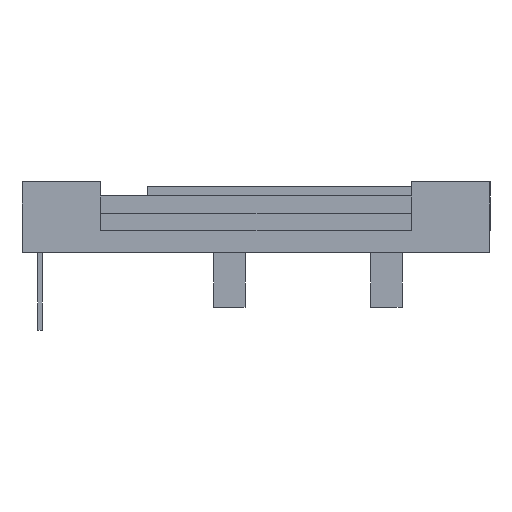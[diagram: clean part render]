
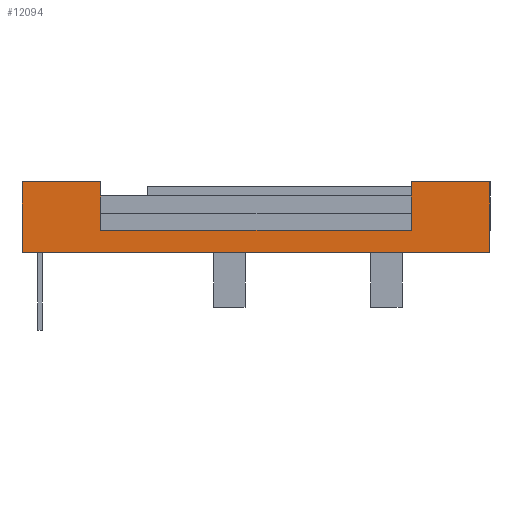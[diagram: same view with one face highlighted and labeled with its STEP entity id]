
A CAD part, left-side view. The second image highlights one B-rep face of the part: STEP entity #12094.
In plain terms, the highlighted planar face has unit normal (-1, 0, 0).
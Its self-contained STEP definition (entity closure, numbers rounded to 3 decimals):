
#11785=CARTESIAN_POINT('',(-34.0,13.4,1.4));
#11786=VERTEX_POINT('',#11785);
#11793=CARTESIAN_POINT('',(-34.0,-6.4,1.4));
#11794=VERTEX_POINT('',#11793);
#11795=CARTESIAN_POINT('',(-34.0,-6.4,1.4));
#11796=DIRECTION('',(0.0,1.0,0.0));
#11797=VECTOR('',#11796,19.8);
#11798=LINE('',#11795,#11797);
#11799=EDGE_CURVE('',#11794,#11786,#11798,.T.);
#11989=CARTESIAN_POINT('',(-34.0,13.4,4.5));
#11990=VERTEX_POINT('',#11989);
#11999=CARTESIAN_POINT('',(-34.0,13.4,1.4));
#12000=DIRECTION('',(0.0,0.0,1.0));
#12001=VECTOR('',#12000,3.1);
#12002=LINE('',#11999,#12001);
#12003=EDGE_CURVE('',#11786,#11990,#12002,.T.);
#12022=CARTESIAN_POINT('',(-34.0,-6.4,4.5));
#12023=VERTEX_POINT('',#12022);
#12037=CARTESIAN_POINT('',(-34.0,-6.4,4.5));
#12038=DIRECTION('',(0.0,0.0,-1.0));
#12039=VECTOR('',#12038,3.1);
#12040=LINE('',#12037,#12039);
#12041=EDGE_CURVE('',#12023,#11794,#12040,.T.);
#12046=CARTESIAN_POINT('',(-34.0,3.5,2.25));
#12047=DIRECTION('',(1.0,0.0,0.0));
#12048=DIRECTION('',(0.0,0.0,-1.0));
#12049=AXIS2_PLACEMENT_3D('',#12046,#12047,#12048);
#12050=PLANE('',#12049);
#12051=ORIENTED_EDGE('',*,*,#12041,.T.);
#12052=ORIENTED_EDGE('',*,*,#11799,.T.);
#12053=ORIENTED_EDGE('',*,*,#12003,.T.);
#12054=CARTESIAN_POINT('',(-34.0,18.4,4.5));
#12055=VERTEX_POINT('',#12054);
#12056=CARTESIAN_POINT('',(-34.0,18.4,4.5));
#12057=DIRECTION('',(0.0,-1.0,0.0));
#12058=VECTOR('',#12057,5.);
#12059=LINE('',#12056,#12058);
#12060=EDGE_CURVE('',#12055,#11990,#12059,.T.);
#12061=ORIENTED_EDGE('',*,*,#12060,.F.);
#12062=CARTESIAN_POINT('',(-34.0,18.4,0.0));
#12063=VERTEX_POINT('',#12062);
#12064=CARTESIAN_POINT('',(-34.0,18.4,4.5));
#12065=DIRECTION('',(0.0,0.0,-1.0));
#12066=VECTOR('',#12065,4.5);
#12067=LINE('',#12064,#12066);
#12068=EDGE_CURVE('',#12055,#12063,#12067,.T.);
#12069=ORIENTED_EDGE('',*,*,#12068,.T.);
#12070=CARTESIAN_POINT('',(-34.0,-11.4,0.0));
#12071=VERTEX_POINT('',#12070);
#12072=CARTESIAN_POINT('',(-34.0,-11.4,0.0));
#12073=DIRECTION('',(0.0,1.0,0.0));
#12074=VECTOR('',#12073,29.8);
#12075=LINE('',#12072,#12074);
#12076=EDGE_CURVE('',#12071,#12063,#12075,.T.);
#12077=ORIENTED_EDGE('',*,*,#12076,.F.);
#12078=CARTESIAN_POINT('',(-34.0,-11.4,4.5));
#12079=VERTEX_POINT('',#12078);
#12080=CARTESIAN_POINT('',(-34.0,-11.4,4.5));
#12081=DIRECTION('',(0.0,0.0,-1.0));
#12082=VECTOR('',#12081,4.5);
#12083=LINE('',#12080,#12082);
#12084=EDGE_CURVE('',#12079,#12071,#12083,.T.);
#12085=ORIENTED_EDGE('',*,*,#12084,.F.);
#12086=CARTESIAN_POINT('',(-34.0,-6.4,4.5));
#12087=DIRECTION('',(0.0,-1.0,0.0));
#12088=VECTOR('',#12087,5.0);
#12089=LINE('',#12086,#12088);
#12090=EDGE_CURVE('',#12023,#12079,#12089,.T.);
#12091=ORIENTED_EDGE('',*,*,#12090,.F.);
#12092=EDGE_LOOP('',(#12051,#12052,#12053,#12061,#12069,#12077,#12085,#12091));
#12093=FACE_OUTER_BOUND('',#12092,.T.);
#12094=ADVANCED_FACE('',(#12093),#12050,.F.);
